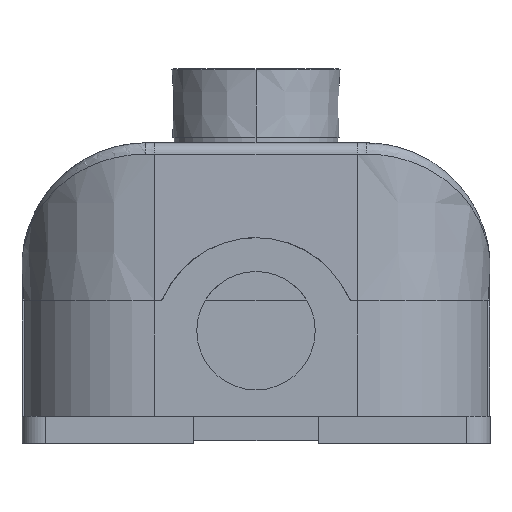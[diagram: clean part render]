
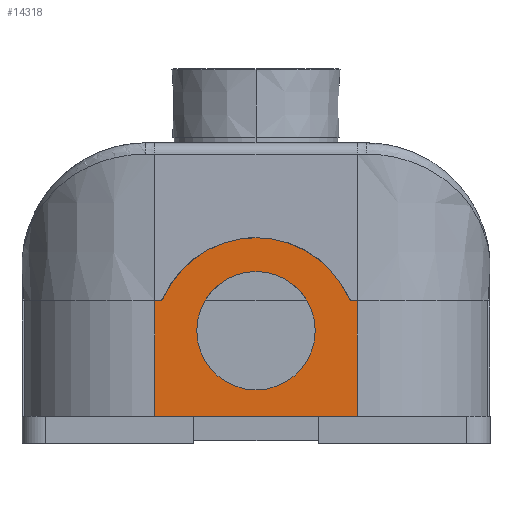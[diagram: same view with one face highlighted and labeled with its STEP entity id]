
A CAD part, front view. The second image highlights one B-rep face of the part: STEP entity #14318.
In plain terms, the highlighted planar face has unit normal (0, -1, 0).
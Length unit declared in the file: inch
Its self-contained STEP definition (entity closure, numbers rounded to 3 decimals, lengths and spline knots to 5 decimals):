
#30 = CARTESIAN_POINT ( 'NONE',  ( 0.9252, -2.84044, 0.18898 ) ) ;
#916 = EDGE_CURVE ( 'NONE', #22343, #11542, #2190, .T. ) ;
#1102 = EDGE_CURVE ( 'NONE', #11542, #9022, #22797, .T. ) ;
#1107 = DIRECTION ( 'NONE',  ( -1., 0., 0. ) ) ;
#1431 = EDGE_CURVE ( 'NONE', #22343, #14417, #1818, .T. ) ;
#1472 = DIRECTION ( 'NONE',  ( 0., 0., -1. ) ) ;
#1762 = CARTESIAN_POINT ( 'NONE',  ( 1.63386, -2.84044, 0.7874 ) ) ;
#1818 = LINE ( 'NONE', #30, #20607 ) ;
#2072 = AXIS2_PLACEMENT_3D ( 'NONE', #18005, #10263, #10389 ) ;
#2190 = LINE ( 'NONE', #20415, #12615 ) ;
#2339 = VECTOR ( 'NONE', #17748, 39.37008 ) ;
#2981 = CIRCLE ( 'NONE', #23532, 0.70866 ) ;
#3141 = FACE_BOUND ( 'NONE', #4617, .T. ) ;
#3342 = LINE ( 'NONE', #13809, #2339 ) ;
#3524 = CARTESIAN_POINT ( 'NONE',  ( 2.3134, -2.84044, 0.99606 ) ) ;
#3874 = DIRECTION ( 'NONE',  ( 0., 0., -1. ) ) ;
#4278 = VERTEX_POINT ( 'NONE', #9969 ) ;
#4617 = EDGE_LOOP ( 'NONE', ( #14300, #12328 ) ) ;
#5100 = VERTEX_POINT ( 'NONE', #10902 ) ;
#5645 = DIRECTION ( 'NONE',  ( 0., 0., 1. ) ) ;
#5665 = AXIS2_PLACEMENT_3D ( 'NONE', #16729, #16617, #3874 ) ;
#6110 = AXIS2_PLACEMENT_3D ( 'NONE', #8721, #14321, #21471 ) ;
#6128 = CIRCLE ( 'NONE', #6110, 0.41339 ) ;
#6152 = EDGE_CURVE ( 'NONE', #7277, #9138, #2981, .T. ) ;
#6238 = CARTESIAN_POINT ( 'NONE',  ( 0.9252, -2.84044, 0.99606 ) ) ;
#7076 = DIRECTION ( 'NONE',  ( 0., -1., 0. ) ) ;
#7277 = VERTEX_POINT ( 'NONE', #9270 ) ;
#7404 = VERTEX_POINT ( 'NONE', #11519 ) ;
#8721 = CARTESIAN_POINT ( 'NONE',  ( 1.63386, -2.84044, 0.7874 ) ) ;
#9022 = VERTEX_POINT ( 'NONE', #3524 ) ;
#9028 = ORIENTED_EDGE ( 'NONE', *, *, #6152, .T. ) ;
#9138 = VERTEX_POINT ( 'NONE', #19609 ) ;
#9270 = CARTESIAN_POINT ( 'NONE',  ( 2.28104, -2.84044, 1.01706 ) ) ;
#9272 = CIRCLE ( 'NONE', #21442, 0.41339 ) ;
#9332 = ORIENTED_EDGE ( 'NONE', *, *, #1102, .T. ) ;
#9457 = CARTESIAN_POINT ( 'NONE',  ( 0.9252, -2.84044, 0.99606 ) ) ;
#9698 = ORIENTED_EDGE ( 'NONE', *, *, #21974, .T. ) ;
#9969 = CARTESIAN_POINT ( 'NONE',  ( 0.9252, -2.84044, 0.99606 ) ) ;
#10263 = DIRECTION ( 'NONE',  ( 0., 1., 0. ) ) ;
#10340 = ORIENTED_EDGE ( 'NONE', *, *, #18551, .F. ) ;
#10389 = DIRECTION ( 'NONE',  ( 0., 0., 1. ) ) ;
#10618 = DIRECTION ( 'NONE',  ( 0., 1., 0. ) ) ;
#10721 = ORIENTED_EDGE ( 'NONE', *, *, #1431, .F. ) ;
#10902 = CARTESIAN_POINT ( 'NONE',  ( 1.63386, -2.84044, 0.37402 ) ) ;
#11031 = DIRECTION ( 'NONE',  ( 0., 1., 0. ) ) ;
#11519 = CARTESIAN_POINT ( 'NONE',  ( 1.63386, -2.84044, 1.20079 ) ) ;
#11542 = VERTEX_POINT ( 'NONE', #18487 ) ;
#11996 = ORIENTED_EDGE ( 'NONE', *, *, #17646, .T. ) ;
#12207 = EDGE_CURVE ( 'NONE', #9138, #17765, #12527, .T. ) ;
#12328 = ORIENTED_EDGE ( 'NONE', *, *, #22011, .T. ) ;
#12527 = CIRCLE ( 'NONE', #5665, 0.03543 ) ;
#12615 = VECTOR ( 'NONE', #5645, 39.37008 ) ;
#12714 = DIRECTION ( 'NONE',  ( 0., 0., 1. ) ) ;
#13809 = CARTESIAN_POINT ( 'NONE',  ( 0.9252, -2.84044, 0.18898 ) ) ;
#14084 = CARTESIAN_POINT ( 'NONE',  ( 1.63386, -2.84044, 0.72835 ) ) ;
#14112 = ORIENTED_EDGE ( 'NONE', *, *, #12207, .T. ) ;
#14195 = CARTESIAN_POINT ( 'NONE',  ( 2.3134, -2.84044, 1.0315 ) ) ;
#14300 = ORIENTED_EDGE ( 'NONE', *, *, #15574, .T. ) ;
#14318 = ADVANCED_FACE ( 'NONE', ( #3141, #23159 ), #21235, .F. ) ;
#14321 = DIRECTION ( 'NONE',  ( 0., 1., 0. ) ) ;
#14417 = VERTEX_POINT ( 'NONE', #16566 ) ;
#14563 = DIRECTION ( 'NONE',  ( -1., 0., 0. ) ) ;
#14712 = EDGE_LOOP ( 'NONE', ( #9332, #9698, #9028, #14112, #11996, #10340, #10721, #23282 ) ) ;
#14848 = CIRCLE ( 'NONE', #16392, 0.03543 ) ;
#15574 = EDGE_CURVE ( 'NONE', #7404, #5100, #9272, .T. ) ;
#16392 = AXIS2_PLACEMENT_3D ( 'NONE', #14195, #10618, #17773 ) ;
#16566 = CARTESIAN_POINT ( 'NONE',  ( 0.9252, -2.84044, 0.18898 ) ) ;
#16617 = DIRECTION ( 'NONE',  ( 0., 1., 0. ) ) ;
#16713 = LINE ( 'NONE', #9457, #18012 ) ;
#16729 = CARTESIAN_POINT ( 'NONE',  ( 0.95432, -2.84044, 1.0315 ) ) ;
#17646 = EDGE_CURVE ( 'NONE', #17765, #4278, #16713, .T. ) ;
#17748 = DIRECTION ( 'NONE',  ( 0., 0., 1. ) ) ;
#17765 = VERTEX_POINT ( 'NONE', #20155 ) ;
#17773 = DIRECTION ( 'NONE',  ( 0., 0., -1. ) ) ;
#18005 = CARTESIAN_POINT ( 'NONE',  ( 0.9252, -2.84044, 0.18898 ) ) ;
#18012 = VECTOR ( 'NONE', #21484, 39.37008 ) ;
#18487 = CARTESIAN_POINT ( 'NONE',  ( 2.34252, -2.84044, 0.99606 ) ) ;
#18551 = EDGE_CURVE ( 'NONE', #14417, #4278, #3342, .T. ) ;
#19609 = CARTESIAN_POINT ( 'NONE',  ( 0.98668, -2.84044, 1.01706 ) ) ;
#20155 = CARTESIAN_POINT ( 'NONE',  ( 0.95432, -2.84044, 0.99606 ) ) ;
#20415 = CARTESIAN_POINT ( 'NONE',  ( 2.34252, -2.84044, 0.18898 ) ) ;
#20607 = VECTOR ( 'NONE', #14563, 39.37008 ) ;
#21235 = PLANE ( 'NONE',  #2072 ) ;
#21442 = AXIS2_PLACEMENT_3D ( 'NONE', #1762, #11031, #12714 ) ;
#21471 = DIRECTION ( 'NONE',  ( 0., 0., 1. ) ) ;
#21484 = DIRECTION ( 'NONE',  ( -1., 0., 0. ) ) ;
#21654 = CARTESIAN_POINT ( 'NONE',  ( 2.34252, -2.84044, 0.18898 ) ) ;
#21974 = EDGE_CURVE ( 'NONE', #9022, #7277, #14848, .T. ) ;
#22011 = EDGE_CURVE ( 'NONE', #5100, #7404, #6128, .T. ) ;
#22343 = VERTEX_POINT ( 'NONE', #21654 ) ;
#22797 = LINE ( 'NONE', #6238, #22893 ) ;
#22893 = VECTOR ( 'NONE', #1107, 39.37008 ) ;
#23159 = FACE_OUTER_BOUND ( 'NONE', #14712, .T. ) ;
#23282 = ORIENTED_EDGE ( 'NONE', *, *, #916, .T. ) ;
#23532 = AXIS2_PLACEMENT_3D ( 'NONE', #14084, #7076, #1472 ) ;
